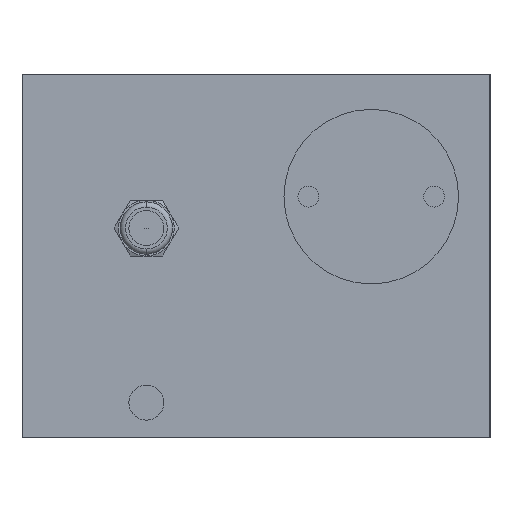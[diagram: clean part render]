
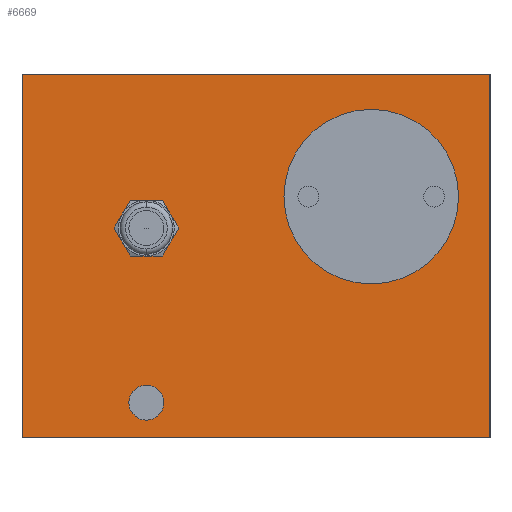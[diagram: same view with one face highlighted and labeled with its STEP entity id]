
A CAD part, left-side view. The second image highlights one B-rep face of the part: STEP entity #6669.
In plain terms, the highlighted planar face has unit normal (-1, 0, 0).
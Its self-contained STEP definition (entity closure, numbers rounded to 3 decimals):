
#737=DIRECTION('',(0.,0.,1.));
#738=VECTOR('',#737,52.);
#739=CARTESIAN_POINT('',(0.,67.,-52.));
#740=LINE('',#739,#738);
#781=DIRECTION('',(0.,-1.,0.));
#782=VECTOR('',#781,67.);
#783=CARTESIAN_POINT('',(0.,67.,-52.));
#784=LINE('',#783,#782);
#785=DIRECTION('',(0.,1.,0.));
#786=VECTOR('',#785,67.);
#787=CARTESIAN_POINT('',(0.,0.,0.));
#788=LINE('',#787,#786);
#789=DIRECTION('',(0.,0.,1.));
#790=VECTOR('',#789,52.);
#791=CARTESIAN_POINT('',(0.,0.,-52.));
#792=LINE('',#791,#790);
#793=CARTESIAN_POINT('',(0.,17.,-17.5));
#794=DIRECTION('',(1.,0.,0.));
#795=DIRECTION('',(0.,0.,-1.));
#796=AXIS2_PLACEMENT_3D('',#793,#794,#795);
#798=CARTESIAN_POINT('',(0.,17.,-17.5));
#799=DIRECTION('',(1.,0.,0.));
#800=DIRECTION('',(0.,0.,1.));
#801=AXIS2_PLACEMENT_3D('',#798,#799,#800);
#803=CARTESIAN_POINT('',(0.,49.2,-47.));
#804=DIRECTION('',(1.,0.,0.));
#805=DIRECTION('',(0.,0.,-1.));
#806=AXIS2_PLACEMENT_3D('',#803,#804,#805);
#808=CARTESIAN_POINT('',(0.,49.2,-47.));
#809=DIRECTION('',(1.,0.,0.));
#810=DIRECTION('',(0.,0.,1.));
#811=AXIS2_PLACEMENT_3D('',#808,#809,#810);
#813=CARTESIAN_POINT('',(0.,49.2,-22.));
#814=DIRECTION('',(-1.,0.,0.));
#815=DIRECTION('',(0.,-0.866,0.5));
#816=AXIS2_PLACEMENT_3D('',#813,#814,#815);
#818=CARTESIAN_POINT('',(0.,49.2,-22.));
#819=DIRECTION('',(-1.,0.,0.));
#820=DIRECTION('',(0.,0.,1.));
#821=AXIS2_PLACEMENT_3D('',#818,#819,#820);
#823=CARTESIAN_POINT('',(0.,49.2,-22.));
#824=DIRECTION('',(-1.,0.,0.));
#825=DIRECTION('',(0.,0.866,0.5));
#826=AXIS2_PLACEMENT_3D('',#823,#824,#825);
#828=CARTESIAN_POINT('',(0.,49.2,-22.));
#829=DIRECTION('',(-1.,0.,0.));
#830=DIRECTION('',(0.,0.866,-0.5));
#831=AXIS2_PLACEMENT_3D('',#828,#829,#830);
#833=CARTESIAN_POINT('',(0.,49.2,-22.));
#834=DIRECTION('',(-1.,0.,0.));
#835=DIRECTION('',(0.,0.,-1.));
#836=AXIS2_PLACEMENT_3D('',#833,#834,#835);
#838=CARTESIAN_POINT('',(0.,49.2,-22.));
#839=DIRECTION('',(-1.,0.,0.));
#840=DIRECTION('',(0.,-0.866,-0.5));
#841=AXIS2_PLACEMENT_3D('',#838,#839,#840);
#4687=CARTESIAN_POINT('',(0.,0.,-52.));
#4688=VERTEX_POINT('',#4687);
#4689=CARTESIAN_POINT('',(0.,67.,-52.));
#4690=VERTEX_POINT('',#4689);
#4713=CARTESIAN_POINT('',(0.,0.,0.));
#4714=VERTEX_POINT('',#4713);
#4715=CARTESIAN_POINT('',(0.,67.,0.));
#4716=VERTEX_POINT('',#4715);
#5313=CARTESIAN_POINT('',(0.,17.,-30.));
#5314=CARTESIAN_POINT('',(0.,17.,-5.));
#5315=VERTEX_POINT('',#5313);
#5316=VERTEX_POINT('',#5314);
#5317=CARTESIAN_POINT('',(0.,49.2,-49.5));
#5318=CARTESIAN_POINT('',(0.,49.2,-44.5));
#5319=VERTEX_POINT('',#5317);
#5320=VERTEX_POINT('',#5318);
#5987=CARTESIAN_POINT('',(0.,45.736,-20.));
#5988=CARTESIAN_POINT('',(0.,49.2,-18.));
#5989=VERTEX_POINT('',#5987);
#5990=VERTEX_POINT('',#5988);
#5991=CARTESIAN_POINT('',(0.,52.664,-24.));
#5992=CARTESIAN_POINT('',(0.,49.2,-26.));
#5993=VERTEX_POINT('',#5991);
#5994=VERTEX_POINT('',#5992);
#5995=CARTESIAN_POINT('',(0.,45.736,-24.));
#5996=VERTEX_POINT('',#5995);
#5997=CARTESIAN_POINT('',(0.,52.664,-20.));
#5998=VERTEX_POINT('',#5997);
#6631=CARTESIAN_POINT('',(0.,33.5,-26.));
#6632=DIRECTION('',(1.,0.,0.));
#6633=DIRECTION('',(0.,-1.,0.));
#6634=AXIS2_PLACEMENT_3D('',#6631,#6632,#6633);
#6635=PLANE('',#6634);
#6636=ORIENTED_EDGE('',*,*,#6527,.F.);
#6637=ORIENTED_EDGE('',*,*,#6602,.T.);
#6638=ORIENTED_EDGE('',*,*,#6028,.F.);
#6640=ORIENTED_EDGE('',*,*,#6639,.F.);
#6641=EDGE_LOOP('',(#6636,#6637,#6638,#6640));
#6642=FACE_OUTER_BOUND('',#6641,.F.);
#6644=ORIENTED_EDGE('',*,*,#6643,.F.);
#6646=ORIENTED_EDGE('',*,*,#6645,.F.);
#6647=EDGE_LOOP('',(#6644,#6646));
#6648=FACE_BOUND('',#6647,.F.);
#6650=ORIENTED_EDGE('',*,*,#6649,.F.);
#6652=ORIENTED_EDGE('',*,*,#6651,.F.);
#6653=EDGE_LOOP('',(#6650,#6652));
#6654=FACE_BOUND('',#6653,.F.);
#6656=ORIENTED_EDGE('',*,*,#6655,.T.);
#6658=ORIENTED_EDGE('',*,*,#6657,.T.);
#6660=ORIENTED_EDGE('',*,*,#6659,.T.);
#6662=ORIENTED_EDGE('',*,*,#6661,.T.);
#6664=ORIENTED_EDGE('',*,*,#6663,.T.);
#6666=ORIENTED_EDGE('',*,*,#6665,.T.);
#6667=EDGE_LOOP('',(#6656,#6658,#6660,#6662,#6664,#6666));
#6668=FACE_BOUND('',#6667,.F.);
#6669=ADVANCED_FACE('',(#6642,#6648,#6654,#6668),#6635,.F.);
#797=CIRCLE('',#796,12.5);
#802=CIRCLE('',#801,12.5);
#807=CIRCLE('',#806,2.5);
#812=CIRCLE('',#811,2.5);
#817=CIRCLE('',#816,4.);
#822=CIRCLE('',#821,4.);
#827=CIRCLE('',#826,4.);
#832=CIRCLE('',#831,4.);
#837=CIRCLE('',#836,4.);
#842=CIRCLE('',#841,4.);
#6028=EDGE_CURVE('',#4714,#4716,#788,.T.);
#6527=EDGE_CURVE('',#4690,#4688,#784,.T.);
#6602=EDGE_CURVE('',#4690,#4716,#740,.T.);
#6639=EDGE_CURVE('',#4688,#4714,#792,.T.);
#6643=EDGE_CURVE('',#5315,#5316,#797,.T.);
#6645=EDGE_CURVE('',#5316,#5315,#802,.T.);
#6649=EDGE_CURVE('',#5319,#5320,#807,.T.);
#6651=EDGE_CURVE('',#5320,#5319,#812,.T.);
#6655=EDGE_CURVE('',#5989,#5990,#817,.T.);
#6657=EDGE_CURVE('',#5990,#5998,#822,.T.);
#6659=EDGE_CURVE('',#5998,#5993,#827,.T.);
#6661=EDGE_CURVE('',#5993,#5994,#832,.T.);
#6663=EDGE_CURVE('',#5994,#5996,#837,.T.);
#6665=EDGE_CURVE('',#5996,#5989,#842,.T.);
